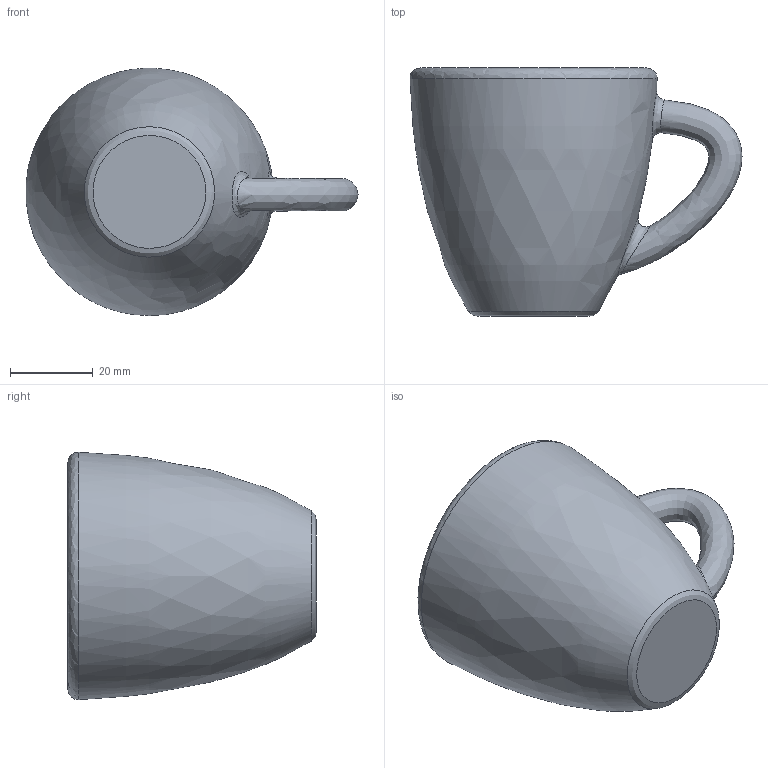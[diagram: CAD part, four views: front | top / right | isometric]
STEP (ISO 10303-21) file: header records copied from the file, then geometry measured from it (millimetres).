
FILE_DESCRIPTION(/* description */ (''),/* implementation_level */ '2;1');
FILE_NAME(/* name */ 'Coffee Cup.stp',/* time_stamp */ '2020-07-12T20:52:56+03:00',/* author */ ('Tsalikis Ioannis'),/* organization */ (''),/* preprocessor_version */ 'ST-DEVELOPER v18.1',/* originating_system */ 'Autodesk Inventor 2021',/* authorisation */ '');
FILE_SCHEMA (('AUTOMOTIVE_DESIGN { 1 0 10303 214 3 1 1 }'));
Length unit declared in the file: millimetre
Products named in the file (1): Part1
Bounding box: 80.27 x 60 x 59.8 mm (x, y, z)
Volume: 48697.8 mm3; surface area: 20307 mm2
Topology: 1 solids, 1 shells, 10 faces, 26 edges, 16 vertices
Faces by surface type: bspline 8, plane 2
Entity records: 1344 total; most frequent: CARTESIAN_POINT 1117, ORIENTED_EDGE 52, EDGE_CURVE 26, B_SPLINE_CURVE_WITH_KNOTS 21, VERTEX_POINT 16, DIRECTION 16, FACE_OUTER_BOUND 10, EDGE_LOOP 10
